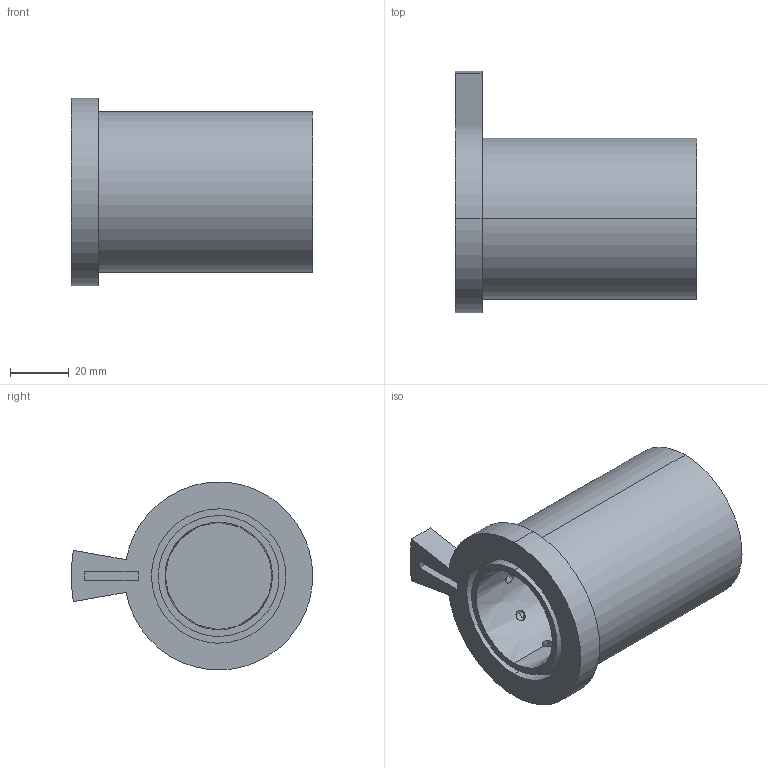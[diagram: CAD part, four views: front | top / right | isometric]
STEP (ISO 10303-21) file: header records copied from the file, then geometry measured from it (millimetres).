
FILE_DESCRIPTION(('FreeCAD Model'),'2;1');
FILE_NAME('Open CASCADE Shape Model','2025-04-27T05:24:55',('FreeCAD'),( 'FreeCAD'),'Open CASCADE STEP processor 7.6','FreeCAD','Unknown');
FILE_SCHEMA(('AUTOMOTIVE_DESIGN { 1 0 10303 214 1 1 1 1 }'));
Length unit declared in the file: millimetre
Products named in the file (1): Open CASCADE STEP translator 7.6 1
Bounding box: 82.39 x 82.3 x 64.08 mm (x, y, z)
Volume: 121102.8 mm3; surface area: 38359 mm2
Topology: 1 solids, 1 shells, 92 faces, 256 edges, 168 vertices
Faces by surface type: bspline 92
Entity records: 6588 total; most frequent: CARTESIAN_POINT 5185, ORIENTED_EDGE 512, EDGE_CURVE 256, VERTEX_POINT 168, B_SPLINE_CURVE_WITH_KNOTS 124, FACE_BOUND 110, EDGE_LOOP 110, ADVANCED_FACE 92
